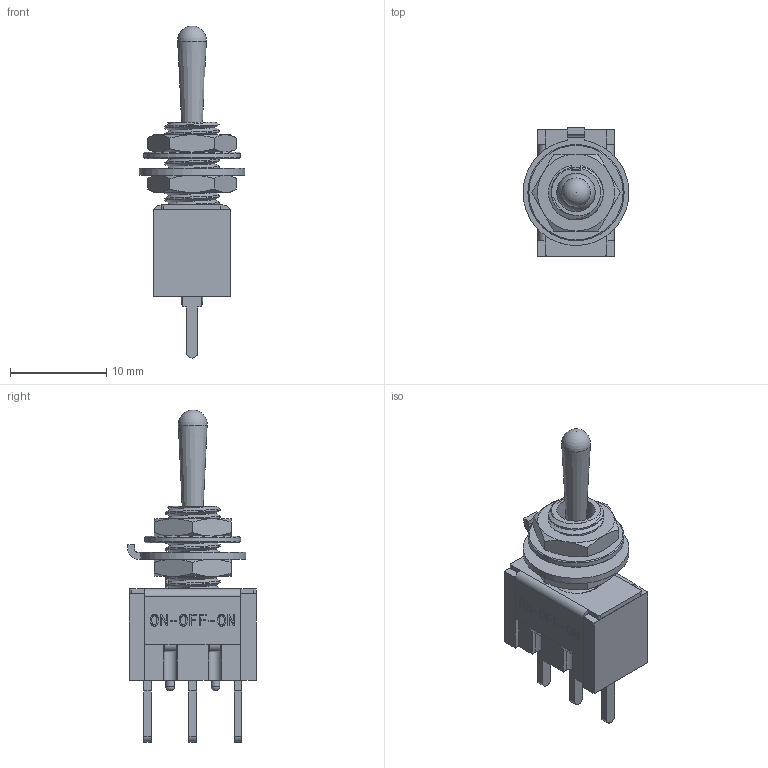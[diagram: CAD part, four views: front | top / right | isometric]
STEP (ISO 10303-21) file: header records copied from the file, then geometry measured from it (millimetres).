
FILE_DESCRIPTION(('FreeCAD Model'),'2;1');
FILE_NAME('Open CASCADE Shape Model','2025-09-29T02:39:32',( 'kicad StepUp'),('ksu MCAD'),'Open CASCADE STEP processor 7.6', 'FreeCAD','Unknown');
FILE_SCHEMA(('AUTOMOTIVE_DESIGN { 1 0 10303 214 1 1 1 1 }'));
Length unit declared in the file: millimetre
Products named in the file (21): Toggle_Switch_SPDT_PCB; Washer Anti Twist Protection001; Nut M6x0.75mm 001; Nut M6x0.75mm  clone001; Fantastic Plastic Body001; Neck001; Washer001; PCB PIN 002; PCB PIN clone 007; PCB PIN clone 008; Sheetmatal Frame001; Font O 004; Font N 003; Font - 003; Font O 005; Font F 003; Font F 004; Font - 004; Font O 006; Font N 004; Batton001
Assembly tree (20 placements, depth 2):
  Toggle_Switch_SPDT_PCB
    Washer Anti Twist Protection001
    Nut M6x0.75mm 001
    Nut M6x0.75mm  clone001
    Fantastic Plastic Body001
    Neck001
    Washer001
    PCB PIN 002
    PCB PIN clone 007
    PCB PIN clone 008
    Sheetmatal Frame001
    Font O 004
    Font N 003
    Font - 003
    Font O 005
    Font F 003
    Font F 004
    Font - 004
    Font O 006
    Font N 004
    Batton001
Bounding box: 11 x 13.35 x 34.5 mm (x, y, z)
Volume: 1214.5 mm3; surface area: 2350 mm2
Topology: 20 solids, 20 shells, 511 faces, 1347 edges, 874 vertices
Faces by surface type: plane 234, extrusion 144, cylinder 73, cone 30, bspline 24, sphere 6
Full cylindrical faces by diameter (mm): 4 x1, 5 x1, 5.2 x2, 6.2 x1, 10 x1
Entity records: 18598 total; most frequent: CARTESIAN_POINT 6120, ORIENTED_EDGE 2684, DIRECTION 2017, EDGE_CURVE 1342, VECTOR 885, VERTEX_POINT 874, LINE 741, AXIS2_PLACEMENT_3D 566
